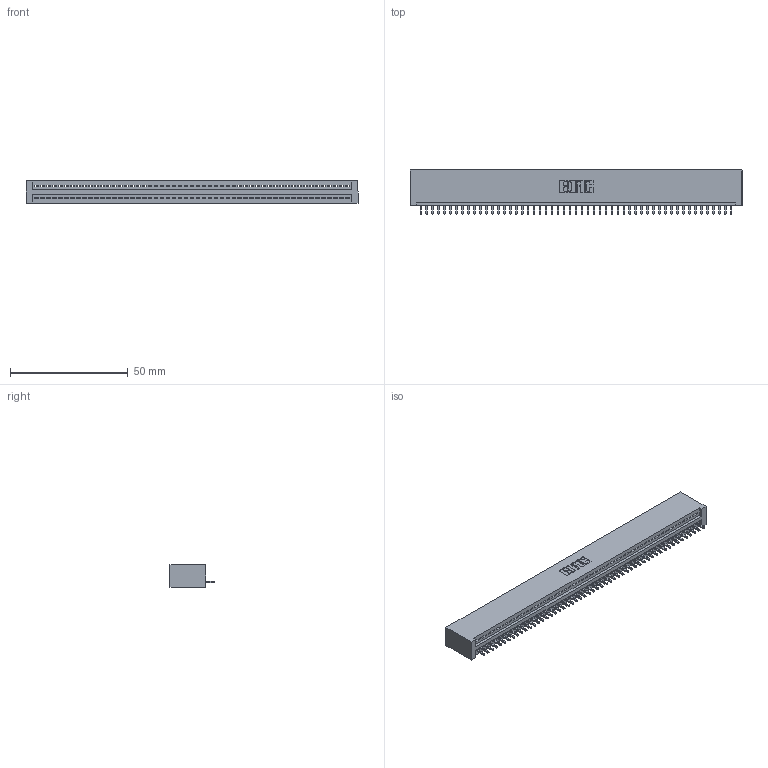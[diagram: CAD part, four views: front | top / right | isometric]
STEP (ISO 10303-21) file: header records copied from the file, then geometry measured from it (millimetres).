
FILE_DESCRIPTION (( 'STEP AP203' ), '1' );
FILE_NAME ('395-053-521-101.STEP', '2019-10-23T14:01:59', ( '' ), ( '' ), 'SwSTEP 2.0', 'SolidWorks 2016', '' );
FILE_SCHEMA (( 'CONFIG_CONTROL_DESIGN' ));
Length unit declared in the file: inch
Products named in the file (3): 395-053-521-101; 345 Part_No Mounting Lugs; 345-292-001_345-293-121
Assembly tree (54 placements, depth 2):
  395-053-521-101
    345 Part_No Mounting Lugs
    345-292-001_345-293-121  x53
Bounding box: 141.22 x 18.72 x 9.4 mm (x, y, z)
Volume: 13937.3 mm3; surface area: 18271.3 mm2
Topology: 54 solids, 54 shells, 3192 faces, 9645 edges, 6358 vertices
Faces by surface type: plane 2196, cylinder 996
Entity records: 38149 total; most frequent: CARTESIAN_POINT 6615, ORIENTED_EDGE 6602, DIRECTION 5755, EDGE_CURVE 3301, VECTOR 2965, LINE 2965, VERTEX_POINT 2198, AXIS2_PLACEMENT_3D 1395
